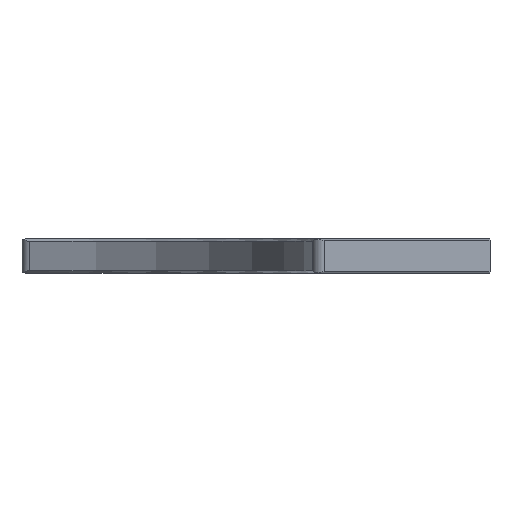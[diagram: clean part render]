
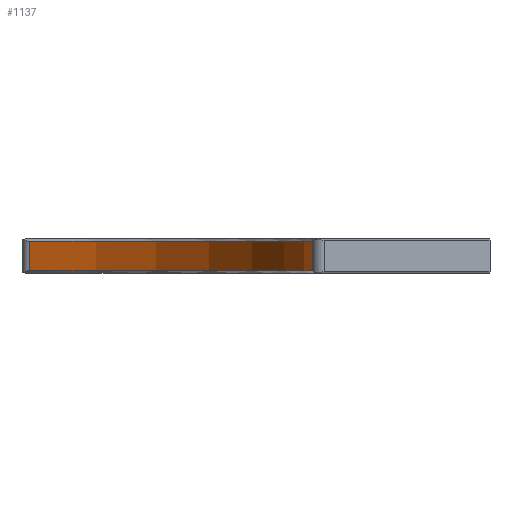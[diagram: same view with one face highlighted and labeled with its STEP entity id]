
A CAD part, front view. The second image highlights one B-rep face of the part: STEP entity #1137.
In plain terms, the highlighted cylindrical face has radius 115.9 mm (diameter 231.8 mm), a partial arc.
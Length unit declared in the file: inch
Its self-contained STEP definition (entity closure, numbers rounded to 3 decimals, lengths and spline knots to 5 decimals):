
#346 = VECTOR ( 'NONE', #4264, 39.37008 ) ;
#347 = CYLINDRICAL_SURFACE ( 'NONE', #4785, 4.563 ) ;
#793 = EDGE_CURVE ( 'NONE', #3720, #1939, #951, .T. ) ;
#860 = VERTEX_POINT ( 'NONE', #3919 ) ;
#951 = LINE ( 'NONE', #1449, #346 ) ;
#985 = VERTEX_POINT ( 'NONE', #1782 ) ;
#1097 = AXIS2_PLACEMENT_3D ( 'NONE', #4815, #2258, #4749 ) ;
#1128 = CARTESIAN_POINT ( 'NONE',  ( 1.52526, 4.30053, -0.3425 ) ) ;
#1137 = ADVANCED_FACE ( 'NONE', ( #3669 ), #347, .F. ) ;
#1181 = CARTESIAN_POINT ( 'NONE',  ( 4.56138, 0.12167, -0.3735 ) ) ;
#1209 = DIRECTION ( 'NONE',  ( 0., 0., 1. ) ) ;
#1360 = ORIENTED_EDGE ( 'NONE', *, *, #1731, .T. ) ;
#1449 = CARTESIAN_POINT ( 'NONE',  ( 1.52526, 4.30053, -0.3735 ) ) ;
#1650 = ORIENTED_EDGE ( 'NONE', *, *, #3314, .T. ) ;
#1731 = EDGE_CURVE ( 'NONE', #1939, #860, #3985, .T. ) ;
#1782 = CARTESIAN_POINT ( 'NONE',  ( 4.56138, 0.12167, -0.031 ) ) ;
#1832 = ORIENTED_EDGE ( 'NONE', *, *, #793, .T. ) ;
#1939 = VERTEX_POINT ( 'NONE', #1128 ) ;
#2008 = DIRECTION ( 'NONE',  ( 1., 0., 0. ) ) ;
#2258 = DIRECTION ( 'NONE',  ( 0., 0., -1. ) ) ;
#2378 = LINE ( 'NONE', #1181, #2838 ) ;
#2798 = CARTESIAN_POINT ( 'NONE',  ( 0., 0., -0.031 ) ) ;
#2838 = VECTOR ( 'NONE', #1209, 39.37008 ) ;
#2842 = CARTESIAN_POINT ( 'NONE',  ( 1.52526, 4.30053, -0.031 ) ) ;
#2860 = ORIENTED_EDGE ( 'NONE', *, *, #5342, .T. ) ;
#3314 = EDGE_CURVE ( 'NONE', #860, #985, #2378, .T. ) ;
#3610 = DIRECTION ( 'NONE',  ( 1., 0., 0. ) ) ;
#3661 = AXIS2_PLACEMENT_3D ( 'NONE', #2798, #4372, #3610 ) ;
#3669 = FACE_OUTER_BOUND ( 'NONE', #5166, .T. ) ;
#3720 = VERTEX_POINT ( 'NONE', #2842 ) ;
#3919 = CARTESIAN_POINT ( 'NONE',  ( 4.56138, 0.12167, -0.3425 ) ) ;
#3985 = CIRCLE ( 'NONE', #1097, 4.563 ) ;
#4074 = CARTESIAN_POINT ( 'NONE',  ( 0., 0., -0.3735 ) ) ;
#4264 = DIRECTION ( 'NONE',  ( 0., 0., -1. ) ) ;
#4372 = DIRECTION ( 'NONE',  ( 0., 0., 1. ) ) ;
#4749 = DIRECTION ( 'NONE',  ( 1., 0., 0. ) ) ;
#4785 = AXIS2_PLACEMENT_3D ( 'NONE', #4074, #5338, #2008 ) ;
#4815 = CARTESIAN_POINT ( 'NONE',  ( 0., 0., -0.3425 ) ) ;
#4885 = CIRCLE ( 'NONE', #3661, 4.563 ) ;
#5166 = EDGE_LOOP ( 'NONE', ( #2860, #1832, #1360, #1650 ) ) ;
#5338 = DIRECTION ( 'NONE',  ( 0., 0., 1. ) ) ;
#5342 = EDGE_CURVE ( 'NONE', #985, #3720, #4885, .T. ) ;
